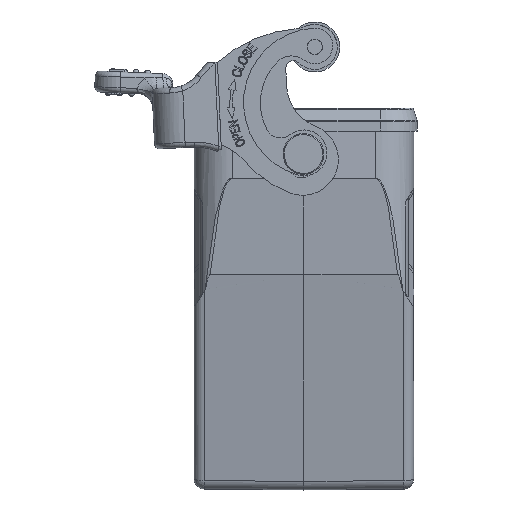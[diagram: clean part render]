
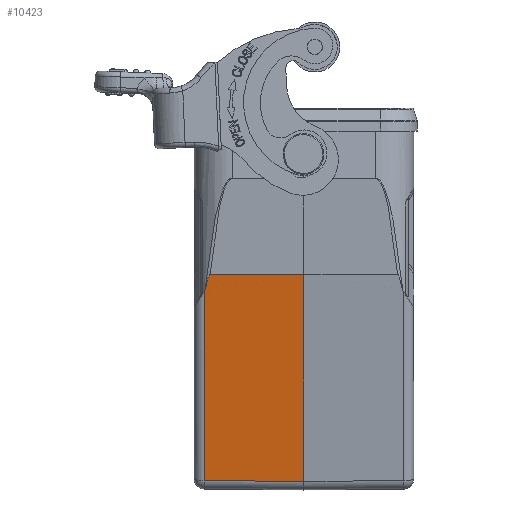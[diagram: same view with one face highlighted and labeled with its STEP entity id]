
A CAD part, left-side view. The second image highlights one B-rep face of the part: STEP entity #10423.
In plain terms, the highlighted planar face has unit normal (-0.987, 0.009, -0.16).
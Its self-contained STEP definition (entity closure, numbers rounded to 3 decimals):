
#1391=B_SPLINE_CURVE_WITH_KNOTS('',3,(#43913,#43914,#43915,#43916),
 .UNSPECIFIED.,.F.,.F.,(4,4),(0.,1.),.UNSPECIFIED.);
#1394=B_SPLINE_CURVE_WITH_KNOTS('',3,(#43963,#43964,#43965,#43966),
 .UNSPECIFIED.,.F.,.F.,(4,4),(0.,1.),.UNSPECIFIED.);
#1395=B_SPLINE_CURVE_WITH_KNOTS('',3,(#43968,#43969,#43970,#43971,#43972,
#43973,#43974,#43975),.UNSPECIFIED.,.F.,.F.,(4,2,2,4),(0.,0.25,0.5,
1.),.UNSPECIFIED.);
#1403=B_SPLINE_CURVE_WITH_KNOTS('',3,(#44244,#44245,#44246,#44247),
 .UNSPECIFIED.,.F.,.F.,(4,4),(0.,1.),.UNSPECIFIED.);
#3335=LINE('',#44220,#4874);
#3380=LINE('',#44773,#4919);
#3382=LINE('',#44777,#4921);
#4874=VECTOR('',#31498,1.);
#4919=VECTOR('',#31633,1.);
#4921=VECTOR('',#31637,1.);
#8513=FACE_OUTER_BOUND('',#12610,.T.);
#9272=PLANE('',#27092);
#10423=ADVANCED_FACE('NONE',(#8513),#9272,.T.);
#12610=EDGE_LOOP('',(#18495,#18496,#18497,#18498,#18499,#18500,#18501));
#18495=ORIENTED_EDGE('',*,*,#24589,.F.);
#18496=ORIENTED_EDGE('',*,*,#24605,.T.);
#18497=ORIENTED_EDGE('',*,*,#24601,.T.);
#18498=ORIENTED_EDGE('',*,*,#24696,.F.);
#18499=ORIENTED_EDGE('',*,*,#24694,.T.);
#18500=ORIENTED_EDGE('',*,*,#24586,.T.);
#18501=ORIENTED_EDGE('',*,*,#24590,.T.);
#21468=VERTEX_POINT('',#43831);
#21471=VERTEX_POINT('',#43912);
#21473=VERTEX_POINT('',#43962);
#21474=VERTEX_POINT('',#43967);
#21482=VERTEX_POINT('',#44219);
#21483=VERTEX_POINT('',#44221);
#21534=VERTEX_POINT('',#44774);
#24586=EDGE_CURVE('NONE',#21468,#21471,#1391,.T.);
#24589=EDGE_CURVE('NONE',#21473,#21474,#1394,.T.);
#24590=EDGE_CURVE('NONE',#21471,#21474,#1395,.T.);
#24601=EDGE_CURVE('NONE',#21483,#21482,#3335,.T.);
#24605=EDGE_CURVE('NONE',#21473,#21483,#1403,.T.);
#24694=EDGE_CURVE('NONE',#21534,#21468,#3380,.T.);
#24696=EDGE_CURVE('NONE',#21534,#21482,#3382,.T.);
#27092=AXIS2_PLACEMENT_3D('',#44778,#31638,#31639);
#31498=DIRECTION('',(0.16,0.,-0.987));
#31633=DIRECTION('',(-0.16,0.,0.987));
#31637=DIRECTION('',(0.007,1.,0.009));
#31638=DIRECTION('',(-0.987,0.009,-0.16));
#31639=DIRECTION('',(-0.16,0.,0.987));
#43831=CARTESIAN_POINT('',(-28.355,0.,6.198));
#43912=CARTESIAN_POINT('',(-28.196,18.362,6.222));
#43913=CARTESIAN_POINT('',(-28.355,0.,6.198));
#43914=CARTESIAN_POINT('',(-28.302,6.121,6.206));
#43915=CARTESIAN_POINT('',(-28.249,12.242,6.214));
#43916=CARTESIAN_POINT('',(-28.196,18.362,6.222));
#43962=CARTESIAN_POINT('',(-27.718,19.261,3.342));
#43963=CARTESIAN_POINT('',(-27.717,19.259,3.342));
#43964=CARTESIAN_POINT('',(-27.719,19.256,3.342));
#43965=CARTESIAN_POINT('',(-27.722,19.253,3.348));
#43966=CARTESIAN_POINT('',(-27.724,19.251,3.36));
#43967=CARTESIAN_POINT('',(-27.724,19.251,3.36));
#43968=CARTESIAN_POINT('',(-28.196,18.362,6.222));
#43969=CARTESIAN_POINT('',(-28.196,18.414,6.224));
#43970=CARTESIAN_POINT('',(-28.188,18.47,6.174));
#43971=CARTESIAN_POINT('',(-28.154,18.59,5.973));
#43972=CARTESIAN_POINT('',(-28.136,18.639,5.867));
#43973=CARTESIAN_POINT('',(-28.012,18.892,5.116));
#43974=CARTESIAN_POINT('',(-27.888,19.068,4.364));
#43975=CARTESIAN_POINT('',(-27.724,19.251,3.36));
#44219=CARTESIAN_POINT('',(-21.628,19.517,-34.15));
#44220=CARTESIAN_POINT('',(-21.332,19.517,-35.973));
#44221=CARTESIAN_POINT('',(-27.646,19.517,2.897));
#44244=CARTESIAN_POINT('',(-27.721,19.261,3.341));
#44245=CARTESIAN_POINT('',(-27.696,19.346,3.193));
#44246=CARTESIAN_POINT('',(-27.671,19.432,3.045));
#44247=CARTESIAN_POINT('',(-27.646,19.517,2.897));
#44773=CARTESIAN_POINT('',(-21.5,0.,-36.));
#44774=CARTESIAN_POINT('',(-21.773,0.,-34.321));
#44777=CARTESIAN_POINT('',(-21.119,88.07,-33.552));
#44778=CARTESIAN_POINT('',(-21.5,0.,-36.));
